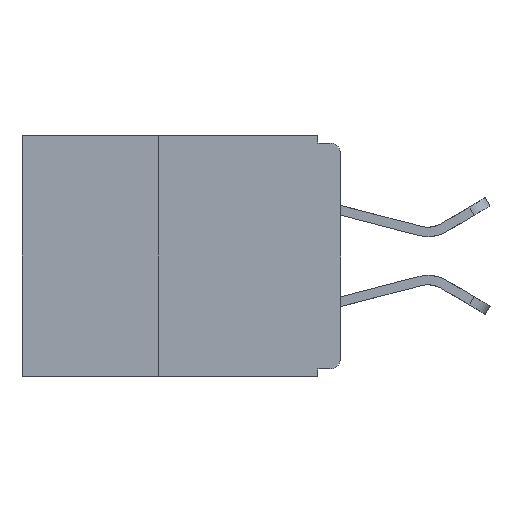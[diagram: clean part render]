
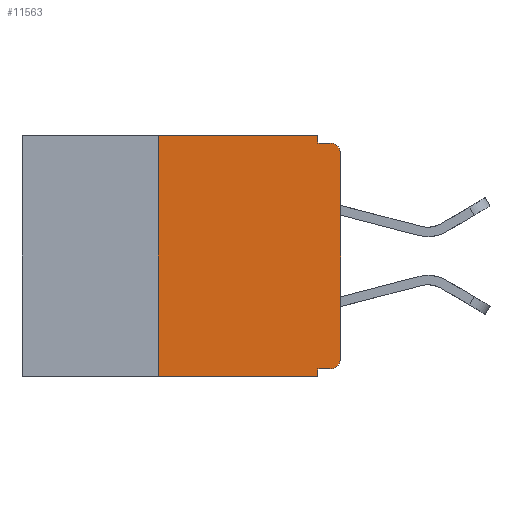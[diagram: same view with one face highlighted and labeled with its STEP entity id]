
A CAD part, left-side view. The second image highlights one B-rep face of the part: STEP entity #11563.
In plain terms, the highlighted planar face has unit normal (-1, 0, 0).
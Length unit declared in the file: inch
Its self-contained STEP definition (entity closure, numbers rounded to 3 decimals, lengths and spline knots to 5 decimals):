
#147 = DIRECTION ( 'NONE',  ( 0., 0., -1. ) ) ;
#148 = CARTESIAN_POINT ( 'NONE',  ( 0., 0., -0.01 ) ) ;
#466 = LINE ( 'NONE', #148, #10016 ) ;
#496 = VECTOR ( 'NONE', #10108, 39.37008 ) ;
#537 = ORIENTED_EDGE ( 'NONE', *, *, #11756, .F. ) ;
#619 = PLANE ( 'NONE',  #1709 ) ;
#643 = VECTOR ( 'NONE', #5018, 39.37008 ) ;
#680 = FACE_OUTER_BOUND ( 'NONE', #4762, .T. ) ;
#925 = LINE ( 'NONE', #2575, #643 ) ;
#1081 = EDGE_CURVE ( 'NONE', #1511, #3851, #925, .T. ) ;
#1162 = EDGE_CURVE ( 'NONE', #2359, #7260, #11409, .T. ) ;
#1247 = EDGE_CURVE ( 'NONE', #4192, #8656, #5840, .T. ) ;
#1511 = VERTEX_POINT ( 'NONE', #5878 ) ;
#1587 = DIRECTION ( 'NONE',  ( 1., 0., 0. ) ) ;
#1709 = AXIS2_PLACEMENT_3D ( 'NONE', #6312, #1587, #8163 ) ;
#1747 = EDGE_CURVE ( 'NONE', #7260, #3851, #11260, .T. ) ;
#1865 = ORIENTED_EDGE ( 'NONE', *, *, #3016, .T. ) ;
#1931 = DIRECTION ( 'NONE',  ( -1., 0., 0. ) ) ;
#2015 = DIRECTION ( 'NONE',  ( 0., 1., 0. ) ) ;
#2068 = VECTOR ( 'NONE', #11754, 39.37008 ) ;
#2121 = CARTESIAN_POINT ( 'NONE',  ( 0., 0.015, -0.32 ) ) ;
#2359 = VERTEX_POINT ( 'NONE', #2121 ) ;
#2575 = CARTESIAN_POINT ( 'NONE',  ( 0., 0.437, -0.33 ) ) ;
#3016 = EDGE_CURVE ( 'NONE', #8656, #8909, #6383, .T. ) ;
#3066 = DIRECTION ( 'NONE',  ( 0., 0., -1. ) ) ;
#3131 = CIRCLE ( 'NONE', #7120, 0.015 ) ;
#3161 = EDGE_CURVE ( 'NONE', #4797, #7156, #9177, .T. ) ;
#3666 = CARTESIAN_POINT ( 'NONE',  ( 0., 0.25, -0.33 ) ) ;
#3851 = VERTEX_POINT ( 'NONE', #6137 ) ;
#3956 = CARTESIAN_POINT ( 'NONE',  ( 0., 0.031, -0.01 ) ) ;
#4191 = VECTOR ( 'NONE', #2015, 39.37008 ) ;
#4192 = VERTEX_POINT ( 'NONE', #11064 ) ;
#4230 = VECTOR ( 'NONE', #10084, 39.37008 ) ;
#4762 = EDGE_LOOP ( 'NONE', ( #8984, #1865, #11566, #9539, #9551, #537, #5888, #8600, #10516, #6628 ) ) ;
#4797 = VERTEX_POINT ( 'NONE', #5185 ) ;
#5018 = DIRECTION ( 'NONE',  ( 0., -1., 0. ) ) ;
#5185 = CARTESIAN_POINT ( 'NONE',  ( 0., 0.25, 0. ) ) ;
#5659 = CARTESIAN_POINT ( 'NONE',  ( 0., 0.031, -0.32 ) ) ;
#5733 = CARTESIAN_POINT ( 'NONE',  ( 0., 0.015, -0.01 ) ) ;
#5840 = LINE ( 'NONE', #8035, #496 ) ;
#5878 = CARTESIAN_POINT ( 'NONE',  ( 0., 0.25, -0.33 ) ) ;
#5888 = ORIENTED_EDGE ( 'NONE', *, *, #1081, .T. ) ;
#5971 = VECTOR ( 'NONE', #11722, 39.37008 ) ;
#6137 = CARTESIAN_POINT ( 'NONE',  ( 0., 0.031, -0.33 ) ) ;
#6163 = CARTESIAN_POINT ( 'NONE',  ( 0., 0., -0.025 ) ) ;
#6312 = CARTESIAN_POINT ( 'NONE',  ( 0., 0.437, 0. ) ) ;
#6383 = CIRCLE ( 'NONE', #7473, 0.015 ) ;
#6465 = CARTESIAN_POINT ( 'NONE',  ( 0., 0.031, 0. ) ) ;
#6628 = ORIENTED_EDGE ( 'NONE', *, *, #7281, .T. ) ;
#7120 = AXIS2_PLACEMENT_3D ( 'NONE', #7581, #1931, #8478 ) ;
#7156 = VERTEX_POINT ( 'NONE', #6465 ) ;
#7260 = VERTEX_POINT ( 'NONE', #5659 ) ;
#7281 = EDGE_CURVE ( 'NONE', #2359, #4192, #3131, .T. ) ;
#7331 = CARTESIAN_POINT ( 'NONE',  ( 0., 0.015, -0.025 ) ) ;
#7473 = AXIS2_PLACEMENT_3D ( 'NONE', #7331, #10796, #147 ) ;
#7581 = CARTESIAN_POINT ( 'NONE',  ( 0., 0.015, -0.305 ) ) ;
#7693 = LINE ( 'NONE', #7775, #11501 ) ;
#7775 = CARTESIAN_POINT ( 'NONE',  ( 0., 0.031, 0. ) ) ;
#8035 = CARTESIAN_POINT ( 'NONE',  ( 0., 0., 0. ) ) ;
#8163 = DIRECTION ( 'NONE',  ( 0., 0., -1. ) ) ;
#8478 = DIRECTION ( 'NONE',  ( 0., 0., -1. ) ) ;
#8587 = DIRECTION ( 'NONE',  ( 0., -1., 0. ) ) ;
#8600 = ORIENTED_EDGE ( 'NONE', *, *, #1747, .F. ) ;
#8656 = VERTEX_POINT ( 'NONE', #6163 ) ;
#8909 = VERTEX_POINT ( 'NONE', #5733 ) ;
#8982 = EDGE_CURVE ( 'NONE', #10545, #8909, #466, .T. ) ;
#8984 = ORIENTED_EDGE ( 'NONE', *, *, #1247, .T. ) ;
#9051 = EDGE_CURVE ( 'NONE', #7156, #10545, #7693, .T. ) ;
#9177 = LINE ( 'NONE', #11764, #2068 ) ;
#9539 = ORIENTED_EDGE ( 'NONE', *, *, #9051, .F. ) ;
#9551 = ORIENTED_EDGE ( 'NONE', *, *, #3161, .F. ) ;
#10016 = VECTOR ( 'NONE', #8587, 39.37008 ) ;
#10084 = DIRECTION ( 'NONE',  ( 0., 0., 1. ) ) ;
#10108 = DIRECTION ( 'NONE',  ( 0., 0., 1. ) ) ;
#10516 = ORIENTED_EDGE ( 'NONE', *, *, #1162, .F. ) ;
#10545 = VERTEX_POINT ( 'NONE', #3956 ) ;
#10796 = DIRECTION ( 'NONE',  ( -1., 0., 0. ) ) ;
#11064 = CARTESIAN_POINT ( 'NONE',  ( 0., 0., -0.305 ) ) ;
#11260 = LINE ( 'NONE', #11262, #5971 ) ;
#11262 = CARTESIAN_POINT ( 'NONE',  ( 0., 0.031, -0.33 ) ) ;
#11409 = LINE ( 'NONE', #11883, #4191 ) ;
#11446 = LINE ( 'NONE', #3666, #4230 ) ;
#11501 = VECTOR ( 'NONE', #3066, 39.37008 ) ;
#11563 = ADVANCED_FACE ( 'NONE', ( #680 ), #619, .F. ) ;
#11566 = ORIENTED_EDGE ( 'NONE', *, *, #8982, .F. ) ;
#11722 = DIRECTION ( 'NONE',  ( 0., 0., -1. ) ) ;
#11754 = DIRECTION ( 'NONE',  ( 0., -1., 0. ) ) ;
#11756 = EDGE_CURVE ( 'NONE', #1511, #4797, #11446, .T. ) ;
#11764 = CARTESIAN_POINT ( 'NONE',  ( 0., 0.437, 0. ) ) ;
#11883 = CARTESIAN_POINT ( 'NONE',  ( 0., 0., -0.32 ) ) ;
